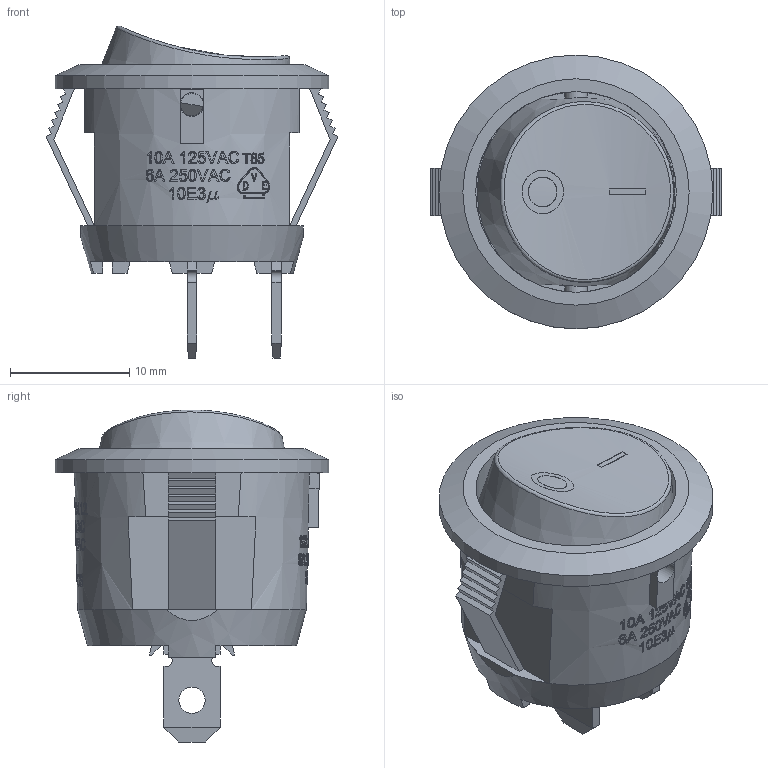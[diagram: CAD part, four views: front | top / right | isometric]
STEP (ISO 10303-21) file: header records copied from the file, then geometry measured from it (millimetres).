
FILE_DESCRIPTION(/* description */ (''),/* implementation_level */ '2;1');
FILE_NAME(/* name */ 'RR3112FxxxxxxNFF0.stp',/* time_stamp */ '2026-01-06T08:11:24-06:00',/* author */ ('mroman'),/* organization */ (''),/* preprocessor_version */ 'ST-DEVELOPER v18.1',/* originating_system */ 'Autodesk Inventor 2022',/* authorisation */ '');
FILE_SCHEMA (('AUTOMOTIVE_DESIGN { 1 0 10303 214 3 1 1 }'));
Length unit declared in the file: inch
Products named in the file (1): RR3112FxxxxxxNFF0
Bounding box: 24.51 x 23 x 27.87 mm (x, y, z)
Volume: 2687.2 mm3; surface area: 4049.7 mm2
Topology: 2 solids, 2 shells, 1033 faces, 2769 edges, 1830 vertices
Faces by surface type: bspline 472, plane 443, cone 88, cylinder 30
Full cylindrical faces by diameter (mm): 1.9 x2, 2 x2, 2.2 x2, 3.2 x1, 4.9 x1, 16.85 x1, 23 x1
Entity records: 92491 total; most frequent: CARTESIAN_POINT 69692, ORIENTED_EDGE 5542, DIRECTION 3265, EDGE_CURVE 2771, VERTEX_POINT 1830, LINE 1257, VECTOR 1257, EDGE_LOOP 1135
